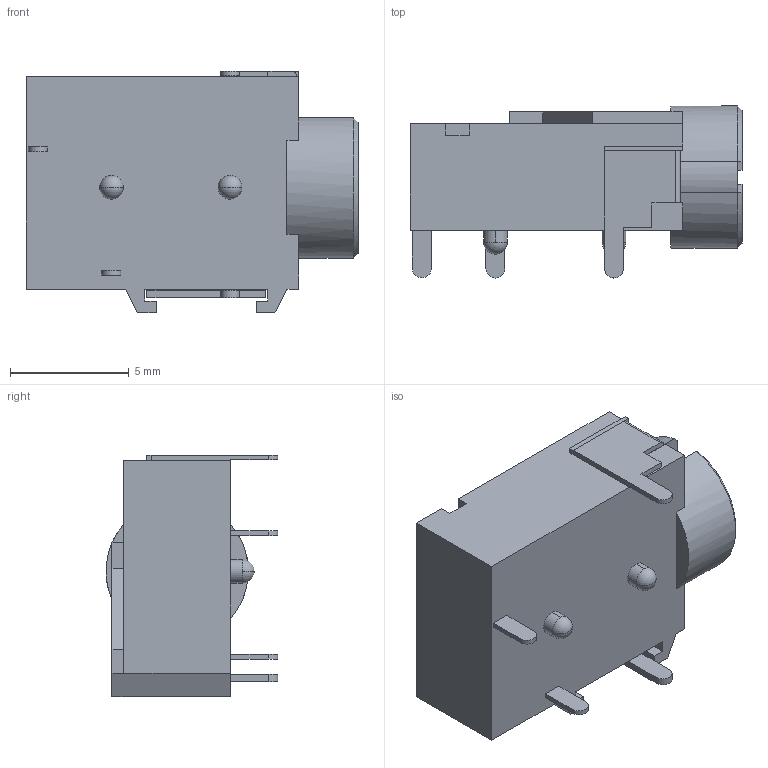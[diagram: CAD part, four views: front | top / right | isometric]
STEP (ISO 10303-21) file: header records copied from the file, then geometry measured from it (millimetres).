
FILE_DESCRIPTION (( 'STEP AP214' ), '1' );
FILE_NAME ('CUI_DEVICES_SJ-43514.step', '2020-10-30T04:18:37', ( '' ), ( '' ), 'SwSTEP 2.0', 'SolidWorks 2020', '' );
FILE_SCHEMA (( 'AUTOMOTIVE_DESIGN' ));
Length unit declared in the file: inch
Products named in the file (1): CUI_DEVICES_SJ-43514
Bounding box: 14 x 7.25 x 10.2 mm (x, y, z)
Volume: 518.6 mm3; surface area: 729.6 mm2
Topology: 3 solids, 3 shells, 141 faces, 392 edges, 257 vertices
Faces by surface type: plane 109, cylinder 24, sphere 4, cone 4
Entity records: 6367 total; most frequent: CARTESIAN_POINT 820, ORIENTED_EDGE 776, DIRECTION 733, EDGE_CURVE 388, VECTOR 311, LINE 311, VERTEX_POINT 257, AXIS2_PLACEMENT_3D 211
